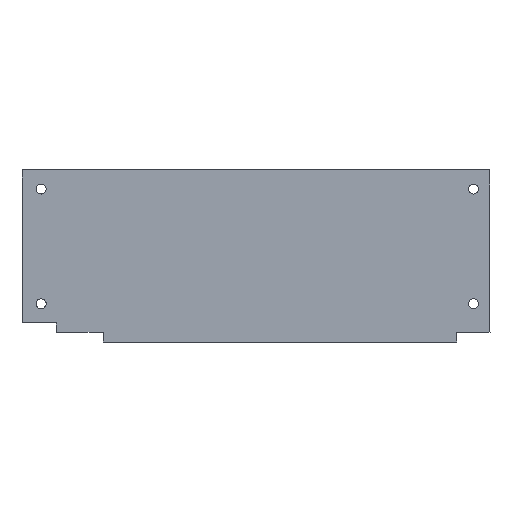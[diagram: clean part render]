
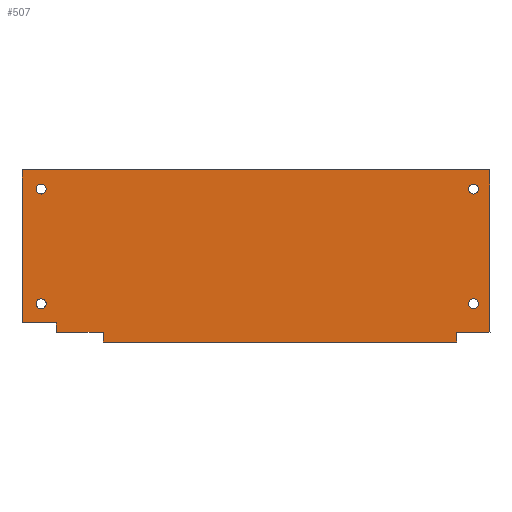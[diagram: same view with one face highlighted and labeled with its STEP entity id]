
A CAD part, top view. The second image highlights one B-rep face of the part: STEP entity #507.
In plain terms, the highlighted planar face has unit normal (0, 0, 1).
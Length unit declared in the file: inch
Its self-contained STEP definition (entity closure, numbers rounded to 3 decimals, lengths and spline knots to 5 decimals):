
#19=FACE_BOUND('',#90,.T.);
#20=FACE_BOUND('',#91,.T.);
#21=FACE_BOUND('',#92,.T.);
#22=FACE_BOUND('',#93,.T.);
#37=PLANE('',#561);
#63=FACE_OUTER_BOUND('',#89,.T.);
#89=EDGE_LOOP('',(#421,#422,#423,#424,#425,#426,#427,#428,#429,#430));
#90=EDGE_LOOP('',(#431));
#91=EDGE_LOOP('',(#432));
#92=EDGE_LOOP('',(#433));
#93=EDGE_LOOP('',(#434));
#115=LINE('',#739,#179);
#118=LINE('',#745,#182);
#121=LINE('',#751,#185);
#124=LINE('',#757,#188);
#127=LINE('',#763,#191);
#130=LINE('',#769,#194);
#133=LINE('',#775,#197);
#136=LINE('',#781,#200);
#139=LINE('',#787,#203);
#142=LINE('',#791,#206);
#179=VECTOR('',#607,0.3937);
#182=VECTOR('',#612,0.3937);
#185=VECTOR('',#617,0.3937);
#188=VECTOR('',#622,0.3937);
#191=VECTOR('',#627,0.3937);
#194=VECTOR('',#632,0.3937);
#197=VECTOR('',#637,0.3937);
#200=VECTOR('',#642,0.3937);
#203=VECTOR('',#647,0.3937);
#206=VECTOR('',#652,0.3937);
#238=CIRCLE('',#541,0.065);
#240=CIRCLE('',#544,0.065);
#242=CIRCLE('',#547,0.065);
#244=CIRCLE('',#550,0.065);
#246=VERTEX_POINT('',#711);
#248=VERTEX_POINT('',#717);
#250=VERTEX_POINT('',#723);
#252=VERTEX_POINT('',#729);
#255=VERTEX_POINT('',#736);
#256=VERTEX_POINT('',#738);
#258=VERTEX_POINT('',#744);
#260=VERTEX_POINT('',#750);
#262=VERTEX_POINT('',#756);
#264=VERTEX_POINT('',#762);
#266=VERTEX_POINT('',#768);
#268=VERTEX_POINT('',#774);
#270=VERTEX_POINT('',#780);
#272=VERTEX_POINT('',#786);
#295=EDGE_CURVE('',#246,#246,#238,.T.);
#298=EDGE_CURVE('',#248,#248,#240,.T.);
#301=EDGE_CURVE('',#250,#250,#242,.T.);
#304=EDGE_CURVE('',#252,#252,#244,.T.);
#307=EDGE_CURVE('',#256,#255,#115,.T.);
#310=EDGE_CURVE('',#258,#256,#118,.T.);
#313=EDGE_CURVE('',#260,#258,#121,.T.);
#316=EDGE_CURVE('',#262,#260,#124,.T.);
#319=EDGE_CURVE('',#264,#262,#127,.T.);
#322=EDGE_CURVE('',#266,#264,#130,.T.);
#325=EDGE_CURVE('',#268,#266,#133,.T.);
#328=EDGE_CURVE('',#270,#268,#136,.T.);
#331=EDGE_CURVE('',#272,#270,#139,.T.);
#334=EDGE_CURVE('',#255,#272,#142,.T.);
#421=ORIENTED_EDGE('',*,*,#334,.T.);
#422=ORIENTED_EDGE('',*,*,#331,.T.);
#423=ORIENTED_EDGE('',*,*,#328,.T.);
#424=ORIENTED_EDGE('',*,*,#325,.T.);
#425=ORIENTED_EDGE('',*,*,#322,.T.);
#426=ORIENTED_EDGE('',*,*,#319,.T.);
#427=ORIENTED_EDGE('',*,*,#316,.T.);
#428=ORIENTED_EDGE('',*,*,#313,.T.);
#429=ORIENTED_EDGE('',*,*,#310,.T.);
#430=ORIENTED_EDGE('',*,*,#307,.T.);
#431=ORIENTED_EDGE('',*,*,#295,.T.);
#432=ORIENTED_EDGE('',*,*,#298,.T.);
#433=ORIENTED_EDGE('',*,*,#301,.T.);
#434=ORIENTED_EDGE('',*,*,#304,.T.);
#507=ADVANCED_FACE('',(#63,#19,#20,#21,#22),#37,.T.);
#541=AXIS2_PLACEMENT_3D('',#713,#580,#581);
#544=AXIS2_PLACEMENT_3D('',#719,#587,#588);
#547=AXIS2_PLACEMENT_3D('',#725,#594,#595);
#550=AXIS2_PLACEMENT_3D('',#731,#601,#602);
#561=AXIS2_PLACEMENT_3D('',#792,#653,#654);
#580=DIRECTION('center_axis',(0.,0.,-1.));
#581=DIRECTION('ref_axis',(-1.,0.,0.));
#587=DIRECTION('center_axis',(0.,0.,-1.));
#588=DIRECTION('ref_axis',(-1.,0.,0.));
#594=DIRECTION('center_axis',(0.,0.,-1.));
#595=DIRECTION('ref_axis',(-1.,0.,0.));
#601=DIRECTION('center_axis',(0.,0.,-1.));
#602=DIRECTION('ref_axis',(-1.,0.,0.));
#607=DIRECTION('',(0.,-1.,0.));
#612=DIRECTION('',(-1.,0.,0.));
#617=DIRECTION('',(0.,1.,0.));
#622=DIRECTION('',(1.,0.,0.));
#627=DIRECTION('',(0.,1.,0.));
#632=DIRECTION('',(1.,0.,0.));
#637=DIRECTION('',(0.,-1.,0.));
#642=DIRECTION('',(1.,0.,0.));
#647=DIRECTION('',(0.,-1.,0.));
#652=DIRECTION('',(1.,0.,0.));
#653=DIRECTION('center_axis',(0.,0.,1.));
#654=DIRECTION('ref_axis',(1.,0.,0.));
#711=CARTESIAN_POINT('',(6.5614,0.635,0.13));
#713=CARTESIAN_POINT('Origin',(6.4964,0.635,0.13));
#717=CARTESIAN_POINT('',(6.5614,2.1345,0.13));
#719=CARTESIAN_POINT('Origin',(6.4964,2.1345,0.13));
#723=CARTESIAN_POINT('',(0.908,2.1345,0.13));
#725=CARTESIAN_POINT('Origin',(0.843,2.1345,0.13));
#729=CARTESIAN_POINT('',(0.908,0.635,0.13));
#731=CARTESIAN_POINT('Origin',(0.843,0.635,0.13));
#736=CARTESIAN_POINT('',(0.593,0.3845,0.13));
#738=CARTESIAN_POINT('',(0.593,2.3845,0.13));
#739=CARTESIAN_POINT('',(0.593,2.3845,0.13));
#744=CARTESIAN_POINT('',(6.71231,2.3845,0.13));
#745=CARTESIAN_POINT('',(6.71231,2.3845,0.13));
#750=CARTESIAN_POINT('',(6.71231,0.2595,0.13));
#751=CARTESIAN_POINT('',(6.71231,0.2595,0.13));
#756=CARTESIAN_POINT('',(6.2805,0.2595,0.13));
#757=CARTESIAN_POINT('',(6.2805,0.2595,0.13));
#762=CARTESIAN_POINT('',(6.2805,0.1345,0.13));
#763=CARTESIAN_POINT('',(6.2805,0.1345,0.13));
#768=CARTESIAN_POINT('',(1.6555,0.1345,0.13));
#769=CARTESIAN_POINT('',(1.6555,0.1345,0.13));
#774=CARTESIAN_POINT('',(1.6555,0.2595,0.13));
#775=CARTESIAN_POINT('',(1.6555,0.2595,0.13));
#780=CARTESIAN_POINT('',(1.043,0.2595,0.13));
#781=CARTESIAN_POINT('',(1.043,0.2595,0.13));
#786=CARTESIAN_POINT('',(1.043,0.3845,0.13));
#787=CARTESIAN_POINT('',(1.043,0.3845,0.13));
#791=CARTESIAN_POINT('',(0.593,0.3845,0.13));
#792=CARTESIAN_POINT('Origin',(3.66072,1.27402,0.13));
